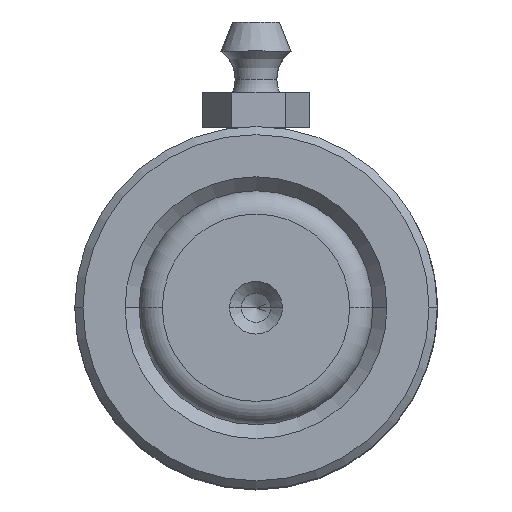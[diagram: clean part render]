
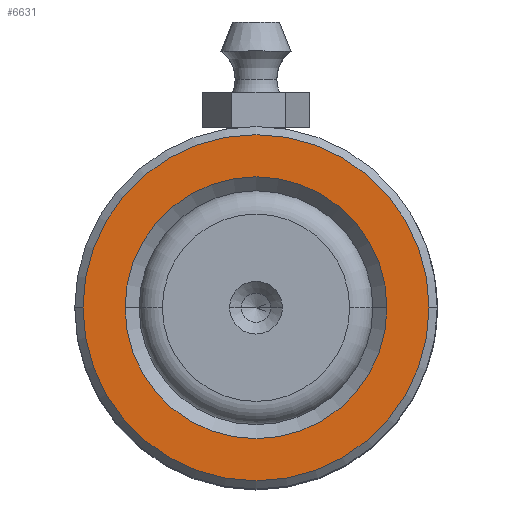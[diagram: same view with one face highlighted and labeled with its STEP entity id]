
A CAD part, top view. The second image highlights one B-rep face of the part: STEP entity #6631.
In plain terms, the highlighted planar face has unit normal (0, 0, 1).
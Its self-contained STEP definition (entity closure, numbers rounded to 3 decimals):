
#360 = VERTEX_POINT ( 'NONE', #1707 ) ;
#653 = DIRECTION ( 'NONE',  ( 1., 0., 0. ) ) ;
#1093 = AXIS2_PLACEMENT_3D ( 'NONE', #3787, #1469, #9222 ) ;
#1252 = AXIS2_PLACEMENT_3D ( 'NONE', #8600, #3975, #2344 ) ;
#1418 = ORIENTED_EDGE ( 'NONE', *, *, #3231, .T. ) ;
#1469 = DIRECTION ( 'NONE',  ( 0., 0., -1. ) ) ;
#1707 = CARTESIAN_POINT ( 'NONE',  ( 11.2, 0., 50. ) ) ;
#1962 = AXIS2_PLACEMENT_3D ( 'NONE', #2982, #4547, #653 ) ;
#2212 = EDGE_CURVE ( 'NONE', #9902, #360, #9510, .T. ) ;
#2344 = DIRECTION ( 'NONE',  ( 1., 0., 0. ) ) ;
#2640 = ORIENTED_EDGE ( 'NONE', *, *, #2212, .T. ) ;
#2881 = CIRCLE ( 'NONE', #1252, 11.2 ) ;
#2926 = DIRECTION ( 'NONE',  ( 1., 0., 0. ) ) ;
#2982 = CARTESIAN_POINT ( 'NONE',  ( 0., 0., 50. ) ) ;
#3078 = DIRECTION ( 'NONE',  ( 1., 0., 0. ) ) ;
#3231 = EDGE_CURVE ( 'NONE', #9569, #6309, #8575, .T. ) ;
#3441 = AXIS2_PLACEMENT_3D ( 'NONE', #9169, #6061, #2926 ) ;
#3716 = FACE_OUTER_BOUND ( 'NONE', #9558, .T. ) ;
#3787 = CARTESIAN_POINT ( 'NONE',  ( 0., 0., 50. ) ) ;
#3975 = DIRECTION ( 'NONE',  ( 0., 0., -1. ) ) ;
#4044 = CARTESIAN_POINT ( 'NONE',  ( 14.8, 0., 50. ) ) ;
#4547 = DIRECTION ( 'NONE',  ( 0., 0., 1. ) ) ;
#4650 = CARTESIAN_POINT ( 'NONE',  ( 0., 0., 50. ) ) ;
#4777 = EDGE_CURVE ( 'NONE', #6309, #9569, #9512, .T. ) ;
#5329 = FACE_BOUND ( 'NONE', #7256, .T. ) ;
#6061 = DIRECTION ( 'NONE',  ( 0., 0., 1. ) ) ;
#6130 = EDGE_CURVE ( 'NONE', #360, #9902, #2881, .T. ) ;
#6309 = VERTEX_POINT ( 'NONE', #4044 ) ;
#6631 = ADVANCED_FACE ( 'NONE', ( #3716, #5329 ), #7009, .T. ) ;
#7009 = PLANE ( 'NONE',  #9163 ) ;
#7256 = EDGE_LOOP ( 'NONE', ( #9215, #2640 ) ) ;
#7391 = ORIENTED_EDGE ( 'NONE', *, *, #4777, .T. ) ;
#7936 = CARTESIAN_POINT ( 'NONE',  ( -14.8, 0., 50. ) ) ;
#8070 = CARTESIAN_POINT ( 'NONE',  ( -11.2, 0., 50. ) ) ;
#8575 = CIRCLE ( 'NONE', #3441, 14.8 ) ;
#8578 = DIRECTION ( 'NONE',  ( 0., 0., 1. ) ) ;
#8600 = CARTESIAN_POINT ( 'NONE',  ( 0., 0., 50. ) ) ;
#9163 = AXIS2_PLACEMENT_3D ( 'NONE', #4650, #8578, #3078 ) ;
#9169 = CARTESIAN_POINT ( 'NONE',  ( 0., 0., 50. ) ) ;
#9215 = ORIENTED_EDGE ( 'NONE', *, *, #6130, .T. ) ;
#9222 = DIRECTION ( 'NONE',  ( 1., 0., 0. ) ) ;
#9510 = CIRCLE ( 'NONE', #1093, 11.2 ) ;
#9512 = CIRCLE ( 'NONE', #1962, 14.8 ) ;
#9558 = EDGE_LOOP ( 'NONE', ( #1418, #7391 ) ) ;
#9569 = VERTEX_POINT ( 'NONE', #7936 ) ;
#9902 = VERTEX_POINT ( 'NONE', #8070 ) ;
